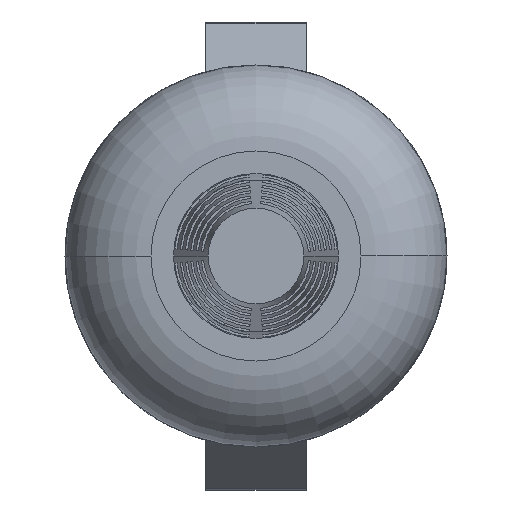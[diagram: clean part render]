
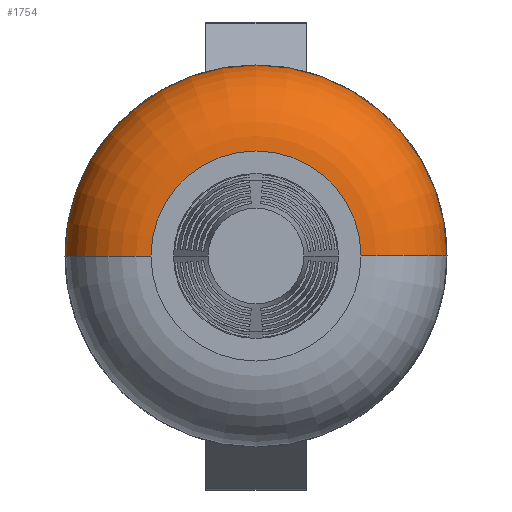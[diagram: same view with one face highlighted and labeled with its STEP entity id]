
A CAD part, left-side view. The second image highlights one B-rep face of the part: STEP entity #1754.
In plain terms, the highlighted toroidal (fillet/blend) face has major radius 5.5 mm and minor radius 4.5 mm.
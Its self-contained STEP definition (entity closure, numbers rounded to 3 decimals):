
#207 = ORIENTED_EDGE ( 'NONE', *, *, #4558, .T. ) ;
#298 = AXIS2_PLACEMENT_3D ( 'NONE', #2169, #6055, #5517 ) ;
#302 = VERTEX_POINT ( 'NONE', #1355 ) ;
#419 = DIRECTION ( 'NONE',  ( 0., 1., 0. ) ) ;
#492 = DIRECTION ( 'NONE',  ( -1., 0., 0. ) ) ;
#515 = EDGE_CURVE ( 'NONE', #1259, #4494, #2947, .T. ) ;
#698 = DIRECTION ( 'NONE',  ( 0., 1., 0. ) ) ;
#738 = AXIS2_PLACEMENT_3D ( 'NONE', #5036, #1158, #4093 ) ;
#842 = TOROIDAL_SURFACE ( 'NONE', #3385, 5.5, 4.5 ) ;
#1158 = DIRECTION ( 'NONE',  ( 0., 0., 1. ) ) ;
#1259 = VERTEX_POINT ( 'NONE', #2978 ) ;
#1355 = CARTESIAN_POINT ( 'NONE',  ( -27.4, -10., 0. ) ) ;
#1499 = EDGE_LOOP ( 'NONE', ( #5192, #207, #4416, #3074 ) ) ;
#1715 = EDGE_CURVE ( 'NONE', #1259, #6168, #3622, .T. ) ;
#1754 = ADVANCED_FACE ( 'NONE', ( #4227 ), #842, .T. ) ;
#1919 = DIRECTION ( 'NONE',  ( 0., 0., -1. ) ) ;
#2169 = CARTESIAN_POINT ( 'NONE',  ( -31.9, 0., 0. ) ) ;
#2595 = DIRECTION ( 'NONE',  ( 1., 0., 0. ) ) ;
#2763 = CARTESIAN_POINT ( 'NONE',  ( -27.4, 0., 0. ) ) ;
#2769 = AXIS2_PLACEMENT_3D ( 'NONE', #2763, #6199, #419 ) ;
#2898 = CARTESIAN_POINT ( 'NONE',  ( -27.4, 5.5, 0. ) ) ;
#2947 = CIRCLE ( 'NONE', #4088, 4.5 ) ;
#2978 = CARTESIAN_POINT ( 'NONE',  ( -31.9, 5.5, 0. ) ) ;
#3074 = ORIENTED_EDGE ( 'NONE', *, *, #515, .F. ) ;
#3385 = AXIS2_PLACEMENT_3D ( 'NONE', #5114, #2595, #698 ) ;
#3622 = CIRCLE ( 'NONE', #298, 5.5 ) ;
#3966 = CIRCLE ( 'NONE', #738, 4.5 ) ;
#4068 = CARTESIAN_POINT ( 'NONE',  ( -27.4, 10., 0. ) ) ;
#4088 = AXIS2_PLACEMENT_3D ( 'NONE', #2898, #1919, #492 ) ;
#4093 = DIRECTION ( 'NONE',  ( 0., -1., 0. ) ) ;
#4227 = FACE_OUTER_BOUND ( 'NONE', #1499, .T. ) ;
#4416 = ORIENTED_EDGE ( 'NONE', *, *, #4755, .F. ) ;
#4494 = VERTEX_POINT ( 'NONE', #4068 ) ;
#4558 = EDGE_CURVE ( 'NONE', #6168, #302, #3966, .T. ) ;
#4730 = CARTESIAN_POINT ( 'NONE',  ( -31.9, -5.5, 0. ) ) ;
#4755 = EDGE_CURVE ( 'NONE', #4494, #302, #5687, .T. ) ;
#5036 = CARTESIAN_POINT ( 'NONE',  ( -27.4, -5.5, 0. ) ) ;
#5114 = CARTESIAN_POINT ( 'NONE',  ( -27.4, 0., 0. ) ) ;
#5192 = ORIENTED_EDGE ( 'NONE', *, *, #1715, .T. ) ;
#5517 = DIRECTION ( 'NONE',  ( 0., 1., 0. ) ) ;
#5687 = CIRCLE ( 'NONE', #2769, 10. ) ;
#6055 = DIRECTION ( 'NONE',  ( 1., 0., 0. ) ) ;
#6168 = VERTEX_POINT ( 'NONE', #4730 ) ;
#6199 = DIRECTION ( 'NONE',  ( 1., 0., 0. ) ) ;
